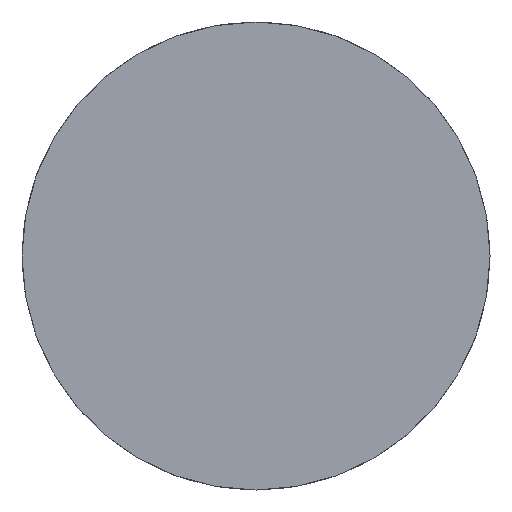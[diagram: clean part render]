
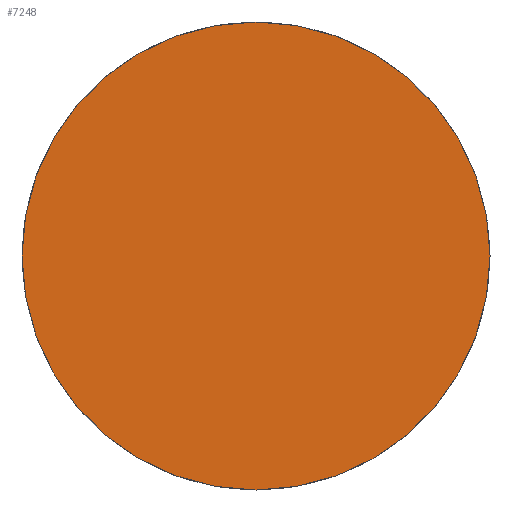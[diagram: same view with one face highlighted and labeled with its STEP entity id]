
A CAD part, front view. The second image highlights one B-rep face of the part: STEP entity #7248.
In plain terms, the highlighted planar face has unit normal (0, -1, 0).
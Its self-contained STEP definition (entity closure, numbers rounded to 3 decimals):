
#2169 = CIRCLE ( 'NONE', #4168, 250. ) ;
#2555 = CIRCLE ( 'NONE', #26845, 250. ) ;
#3071 = FACE_OUTER_BOUND ( 'NONE', #7396, .T. ) ;
#3341 = CARTESIAN_POINT ( 'NONE',  ( 0., 0., 250. ) ) ;
#4168 = AXIS2_PLACEMENT_3D ( 'NONE', #14897, #10595, #12864 ) ;
#5249 = DIRECTION ( 'NONE',  ( 0., 1., 0. ) ) ;
#7248 = ADVANCED_FACE ( 'NONE', ( #3071 ), #25945, .F. ) ;
#7377 = DIRECTION ( 'NONE',  ( 0., 0., 1. ) ) ;
#7396 = EDGE_LOOP ( 'NONE', ( #17851, #18972 ) ) ;
#7930 = CARTESIAN_POINT ( 'NONE',  ( 0., 0., -250. ) ) ;
#9323 = VERTEX_POINT ( 'NONE', #3341 ) ;
#10595 = DIRECTION ( 'NONE',  ( 0., 1., 0. ) ) ;
#11578 = CARTESIAN_POINT ( 'NONE',  ( 0., 0., 0. ) ) ;
#12063 = EDGE_CURVE ( 'NONE', #9323, #19809, #2555, .T. ) ;
#12864 = DIRECTION ( 'NONE',  ( 0., 0., -1. ) ) ;
#14897 = CARTESIAN_POINT ( 'NONE',  ( 0., 0., 0. ) ) ;
#17271 = EDGE_CURVE ( 'NONE', #19809, #9323, #2169, .T. ) ;
#17851 = ORIENTED_EDGE ( 'NONE', *, *, #17271, .F. ) ;
#18972 = ORIENTED_EDGE ( 'NONE', *, *, #12063, .F. ) ;
#19509 = DIRECTION ( 'NONE',  ( 0., 0., -1. ) ) ;
#19809 = VERTEX_POINT ( 'NONE', #7930 ) ;
#21425 = CARTESIAN_POINT ( 'NONE',  ( 0., 0., 0. ) ) ;
#23517 = DIRECTION ( 'NONE',  ( 0., 1., 0. ) ) ;
#25795 = AXIS2_PLACEMENT_3D ( 'NONE', #11578, #5249, #7377 ) ;
#25945 = PLANE ( 'NONE',  #25795 ) ;
#26845 = AXIS2_PLACEMENT_3D ( 'NONE', #21425, #23517, #19509 ) ;
